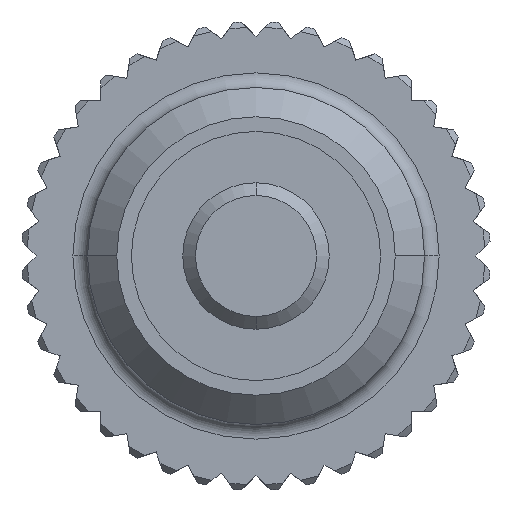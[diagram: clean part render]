
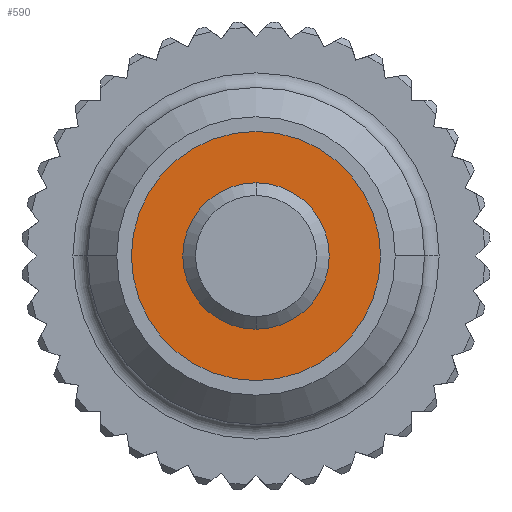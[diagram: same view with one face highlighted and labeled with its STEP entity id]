
A CAD part, front view. The second image highlights one B-rep face of the part: STEP entity #590.
In plain terms, the highlighted planar face has unit normal (0, -1, 0).
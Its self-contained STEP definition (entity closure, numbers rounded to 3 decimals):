
#139 = EDGE_CURVE ( 'NONE', #6698, #1494, #4996, .T. ) ;
#303 = EDGE_LOOP ( 'NONE', ( #3122, #5939 ) ) ;
#416 = CARTESIAN_POINT ( 'NONE',  ( 0., 0., 0. ) ) ;
#590 = ADVANCED_FACE ( 'NONE', ( #7100, #4042 ), #5931, .F. ) ;
#848 = DIRECTION ( 'NONE',  ( 0., 1., 0. ) ) ;
#1085 = CARTESIAN_POINT ( 'NONE',  ( 0., 0., 2.5 ) ) ;
#1105 = DIRECTION ( 'NONE',  ( 0., 0., 1. ) ) ;
#1157 = EDGE_CURVE ( 'NONE', #4755, #4085, #5277, .T. ) ;
#1182 = AXIS2_PLACEMENT_3D ( 'NONE', #2930, #7710, #4708 ) ;
#1348 = EDGE_CURVE ( 'NONE', #1494, #6698, #4506, .T. ) ;
#1494 = VERTEX_POINT ( 'NONE', #3198 ) ;
#1849 = AXIS2_PLACEMENT_3D ( 'NONE', #6599, #2906, #1105 ) ;
#2080 = ORIENTED_EDGE ( 'NONE', *, *, #6025, .F. ) ;
#2102 = CARTESIAN_POINT ( 'NONE',  ( 0., 0., 4.25 ) ) ;
#2146 = DIRECTION ( 'NONE',  ( 0., 0., 1. ) ) ;
#2758 = CARTESIAN_POINT ( 'NONE',  ( 0., 0., -4.25 ) ) ;
#2849 = AXIS2_PLACEMENT_3D ( 'NONE', #4568, #5792, #5219 ) ;
#2853 = DIRECTION ( 'NONE',  ( 0., 0., 1. ) ) ;
#2906 = DIRECTION ( 'NONE',  ( 0., 1., 0. ) ) ;
#2930 = CARTESIAN_POINT ( 'NONE',  ( 0., 0., 0. ) ) ;
#3122 = ORIENTED_EDGE ( 'NONE', *, *, #139, .T. ) ;
#3198 = CARTESIAN_POINT ( 'NONE',  ( 0., 0., -2.5 ) ) ;
#3365 = AXIS2_PLACEMENT_3D ( 'NONE', #416, #5364, #2853 ) ;
#4042 = FACE_OUTER_BOUND ( 'NONE', #7033, .T. ) ;
#4085 = VERTEX_POINT ( 'NONE', #2758 ) ;
#4506 = CIRCLE ( 'NONE', #6052, 2.5 ) ;
#4568 = CARTESIAN_POINT ( 'NONE',  ( 0., 0., 0. ) ) ;
#4708 = DIRECTION ( 'NONE',  ( 0., 0., 1. ) ) ;
#4755 = VERTEX_POINT ( 'NONE', #2102 ) ;
#4996 = CIRCLE ( 'NONE', #2849, 2.5 ) ;
#5219 = DIRECTION ( 'NONE',  ( 0., 0., 1. ) ) ;
#5277 = CIRCLE ( 'NONE', #3365, 4.25 ) ;
#5364 = DIRECTION ( 'NONE',  ( 0., 1., 0. ) ) ;
#5692 = ORIENTED_EDGE ( 'NONE', *, *, #1157, .F. ) ;
#5792 = DIRECTION ( 'NONE',  ( 0., 1., 0. ) ) ;
#5931 = PLANE ( 'NONE',  #1849 ) ;
#5939 = ORIENTED_EDGE ( 'NONE', *, *, #1348, .T. ) ;
#6025 = EDGE_CURVE ( 'NONE', #4085, #4755, #6226, .T. ) ;
#6052 = AXIS2_PLACEMENT_3D ( 'NONE', #6850, #848, #2146 ) ;
#6226 = CIRCLE ( 'NONE', #1182, 4.25 ) ;
#6599 = CARTESIAN_POINT ( 'NONE',  ( 0., 0., 0. ) ) ;
#6698 = VERTEX_POINT ( 'NONE', #1085 ) ;
#6850 = CARTESIAN_POINT ( 'NONE',  ( 0., 0., 0. ) ) ;
#7033 = EDGE_LOOP ( 'NONE', ( #2080, #5692 ) ) ;
#7100 = FACE_BOUND ( 'NONE', #303, .T. ) ;
#7710 = DIRECTION ( 'NONE',  ( 0., 1., 0. ) ) ;
